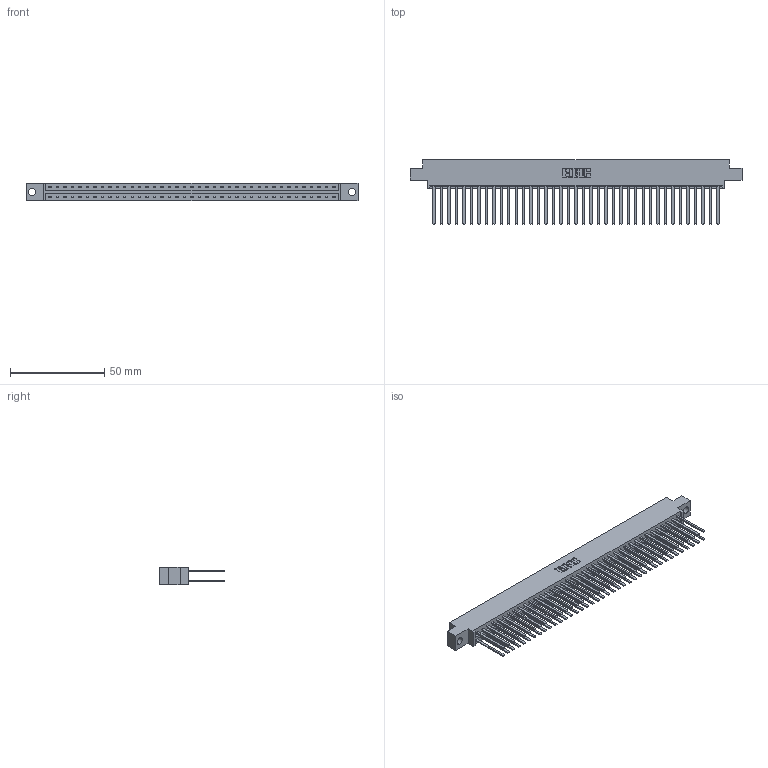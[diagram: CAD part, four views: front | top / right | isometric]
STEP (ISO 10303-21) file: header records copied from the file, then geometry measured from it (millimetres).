
FILE_DESCRIPTION (( 'STEP AP203' ), '1' );
FILE_NAME ('333-078-544-804.STEP', '2018-08-05T00:33:02', ( '' ), ( '' ), 'SwSTEP 2.0', 'SolidWorks 2016', '' );
FILE_SCHEMA (( 'CONFIG_CONTROL_DESIGN' ));
Length unit declared in the file: inch
Products named in the file (3): 333-078-544-804; 333 Part_Offset - .156 Dia - TH; 345-292-001_345-293-144
Assembly tree (79 placements, depth 2):
  333-078-544-804
    333 Part_Offset - .156 Dia - TH
    345-292-001_345-293-144  x78
Bounding box: 176.07 x 34.3 x 9.4 mm (x, y, z)
Volume: 18725.7 mm3; surface area: 25647 mm2
Topology: 79 solids, 79 shells, 3706 faces, 11009 edges, 7234 vertices
Faces by surface type: plane 2570, cylinder 1136
Entity records: 25429 total; most frequent: CARTESIAN_POINT 4218, ORIENTED_EDGE 4154, DIRECTION 3605, EDGE_CURVE 2077, VECTOR 1953, LINE 1953, VERTEX_POINT 1382, AXIS2_PLACEMENT_3D 826
